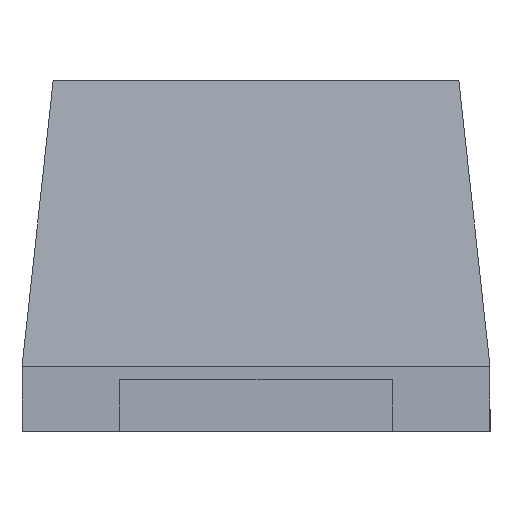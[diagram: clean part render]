
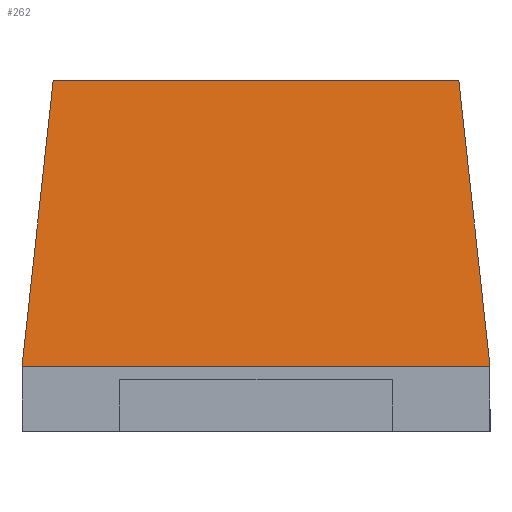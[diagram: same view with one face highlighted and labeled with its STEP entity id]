
A CAD part, left-side view. The second image highlights one B-rep face of the part: STEP entity #262.
In plain terms, the highlighted planar face has unit normal (-0.994, 0, 0.108).
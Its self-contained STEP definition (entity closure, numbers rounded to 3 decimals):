
#15 = ORIENTED_EDGE ( 'NONE', *, *, #1036, .F. ) ;
#93 = VERTEX_POINT ( 'NONE', #517 ) ;
#111 = DIRECTION ( 'NONE',  ( 0., 1., 0. ) ) ;
#148 = DIRECTION ( 'NONE',  ( 0.108, -0.108, 0.988 ) ) ;
#165 = EDGE_LOOP ( 'NONE', ( #1087, #443, #15, #689 ) ) ;
#237 = LINE ( 'NONE', #1251, #383 ) ;
#262 = ADVANCED_FACE ( 'NONE', ( #1256 ), #1150, .F. ) ;
#279 = EDGE_CURVE ( 'NONE', #855, #93, #237, .T. ) ;
#301 = CARTESIAN_POINT ( 'NONE',  ( -1.292, 0.78, 1.35 ) ) ;
#352 = CARTESIAN_POINT ( 'NONE',  ( -1.413, -0.9, 0.25 ) ) ;
#358 = AXIS2_PLACEMENT_3D ( 'NONE', #352, #449, #735 ) ;
#366 = CARTESIAN_POINT ( 'NONE',  ( -1.413, 0., 0.25 ) ) ;
#383 = VECTOR ( 'NONE', #543, 1000. ) ;
#443 = ORIENTED_EDGE ( 'NONE', *, *, #1028, .F. ) ;
#449 = DIRECTION ( 'NONE',  ( 0.994, 0., -0.108 ) ) ;
#517 = CARTESIAN_POINT ( 'NONE',  ( -1.292, -0.78, 1.35 ) ) ;
#543 = DIRECTION ( 'NONE',  ( 0., -1., 0. ) ) ;
#619 = LINE ( 'NONE', #366, #896 ) ;
#689 = ORIENTED_EDGE ( 'NONE', *, *, #830, .F. ) ;
#735 = DIRECTION ( 'NONE',  ( 0., 1., 0. ) ) ;
#814 = VERTEX_POINT ( 'NONE', #1311 ) ;
#830 = EDGE_CURVE ( 'NONE', #93, #814, #1317, .T. ) ;
#855 = VERTEX_POINT ( 'NONE', #301 ) ;
#896 = VECTOR ( 'NONE', #111, 1000. ) ;
#920 = CARTESIAN_POINT ( 'NONE',  ( -1.353, -0.84, 0.8 ) ) ;
#997 = VERTEX_POINT ( 'NONE', #1174 ) ;
#1028 = EDGE_CURVE ( 'NONE', #997, #855, #1064, .T. ) ;
#1036 = EDGE_CURVE ( 'NONE', #814, #997, #619, .T. ) ;
#1064 = LINE ( 'NONE', #1243, #1065 ) ;
#1065 = VECTOR ( 'NONE', #148, 1000. ) ;
#1087 = ORIENTED_EDGE ( 'NONE', *, *, #279, .F. ) ;
#1150 = PLANE ( 'NONE',  #358 ) ;
#1174 = CARTESIAN_POINT ( 'NONE',  ( -1.413, 0.9, 0.25 ) ) ;
#1220 = DIRECTION ( 'NONE',  ( -0.108, -0.108, -0.988 ) ) ;
#1243 = CARTESIAN_POINT ( 'NONE',  ( -1.353, 0.84, 0.8 ) ) ;
#1251 = CARTESIAN_POINT ( 'NONE',  ( -1.292, 0.78, 1.35 ) ) ;
#1256 = FACE_OUTER_BOUND ( 'NONE', #165, .T. ) ;
#1311 = CARTESIAN_POINT ( 'NONE',  ( -1.413, -0.9, 0.25 ) ) ;
#1317 = LINE ( 'NONE', #920, #1318 ) ;
#1318 = VECTOR ( 'NONE', #1220, 1000. ) ;
